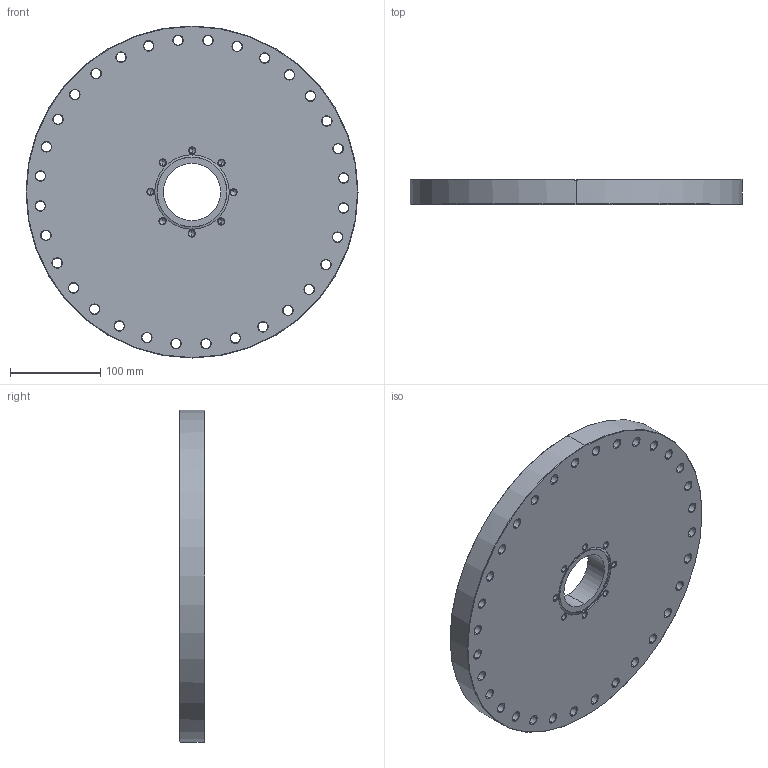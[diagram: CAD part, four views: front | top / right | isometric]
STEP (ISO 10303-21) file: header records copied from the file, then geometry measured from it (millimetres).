
FILE_DESCRIPTION (( 'STEP AP214' ), '1' );
FILE_NAME ('Hositrad_CFA300-64D-ISO.STEP', '2017-05-09T07:28:08', ( 'Gebruiker' ), ( '' ), 'SwSTEP 2.0', 'SolidWorks 2017', '' );
FILE_SCHEMA (( 'AUTOMOTIVE_DESIGN' ));
Length unit declared in the file: millimetre
Products named in the file (1): Hositrad_CFA300-64D-ISO
Bounding box: 368.3 x 28 x 368.3 mm (x, y, z)
Volume: 2706451.6 mm3; surface area: 274050.1 mm2
Topology: 1 solids, 1 shells, 271 faces, 634 edges, 358 vertices
Faces by surface type: cone 172, cylinder 88, plane 11
Entity records: 7922 total; most frequent: DIRECTION 1498, CARTESIAN_POINT 1260, ORIENTED_EDGE 1236, EDGE_CURVE 618, AXIS2_PLACEMENT_3D 612, VERTEX_POINT 358, EDGE_LOOP 346, CIRCLE 340
